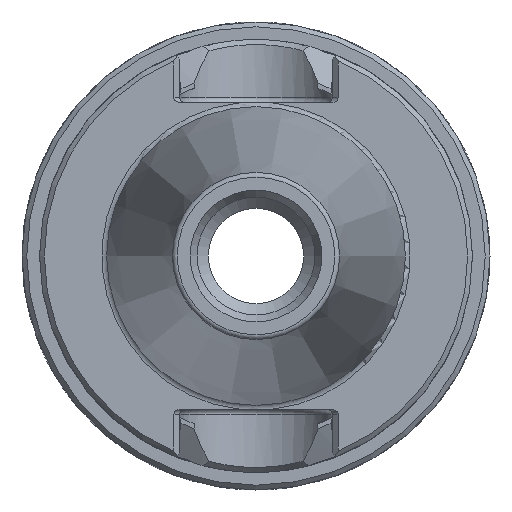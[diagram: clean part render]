
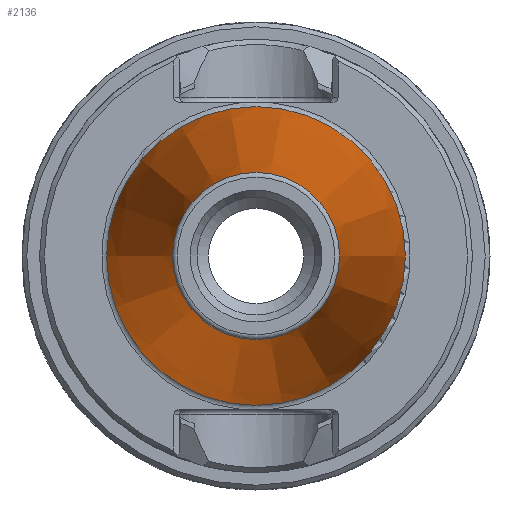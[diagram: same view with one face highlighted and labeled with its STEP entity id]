
A CAD part, left-side view. The second image highlights one B-rep face of the part: STEP entity #2136.
In plain terms, the highlighted conical face has half-angle 8.297 degrees and reference radius 12.345 mm.
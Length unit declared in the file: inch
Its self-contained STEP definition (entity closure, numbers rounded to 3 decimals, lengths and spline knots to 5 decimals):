
#1953=CARTESIAN_POINT('',(0.0,0.625,0.0));
#1954=VERTEX_POINT('',#1953);
#1955=CARTESIAN_POINT('',(0.0,0.0,0.0));
#1956=DIRECTION('',(1.0,0.0,0.0));
#1957=DIRECTION('',(0.0,1.0,0.0));
#1958=AXIS2_PLACEMENT_3D('',#1955,#1956,#1957);
#1959=CIRCLE('',#1958,0.625);
#1960=EDGE_CURVE('',#1954,#1954,#1959,.T.);
#2101=CARTESIAN_POINT('',(-1.88889,0.34954,0.));
#2102=VERTEX_POINT('',#2101);
#2103=CARTESIAN_POINT('',(-1.88889,0.0,0.));
#2104=DIRECTION('',(-1.0,0.0,0.0));
#2105=DIRECTION('',(0.0,-1.0,0.0));
#2106=AXIS2_PLACEMENT_3D('',#2103,#2104,#2105);
#2107=CIRCLE('',#2106,0.34954);
#2108=EDGE_CURVE('',#2102,#2102,#2107,.T.);
#2125=CARTESIAN_POINT('',(-0.953,0.0,0.0));
#2126=DIRECTION('',(1.0,0.0,0.0));
#2127=DIRECTION('',(0.0,1.0,0.0));
#2128=AXIS2_PLACEMENT_3D('',#2125,#2126,#2127);
#2129=CONICAL_SURFACE('',#2128,0.48602,8.297);
#2130=ORIENTED_EDGE('',*,*,#1960,.F.);
#2131=EDGE_LOOP('',(#2130));
#2132=FACE_OUTER_BOUND('',#2131,.T.);
#2133=ORIENTED_EDGE('',*,*,#2108,.F.);
#2134=EDGE_LOOP('',(#2133));
#2135=FACE_BOUND('',#2134,.T.);
#2136=ADVANCED_FACE('',(#2132,#2135),#2129,.T.);
